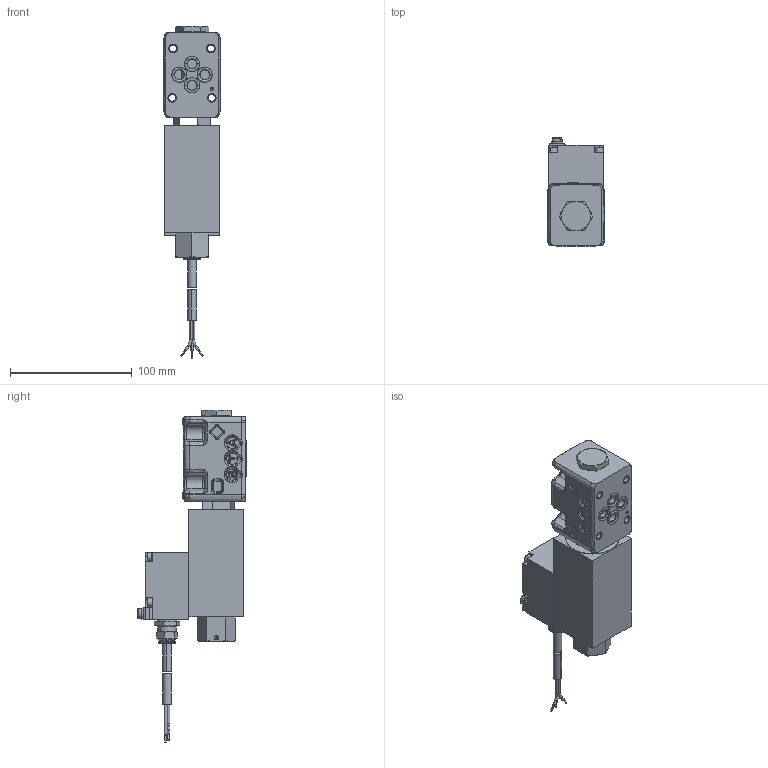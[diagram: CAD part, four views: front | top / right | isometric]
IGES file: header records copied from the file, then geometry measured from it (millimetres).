
Start section: SolidWorks IGES file using analytic representation for surfaces
Global section: file name: AD3XG--F---001.igs; native system: SolidWorks 2014; preprocessor: SolidWorks 2014; author: serviziopdm; date: 160310.113053; units: millimetre
Bounding box: 46 x 89 x 272.2 mm (x, y, z)
Surface area: 64624.3 mm2 (no closed solid volume)
Topology: 0 solids, 0 shells, 1267 faces, 21054 edges, 21047 vertices
Faces by surface type: bspline 872, revolution 395
